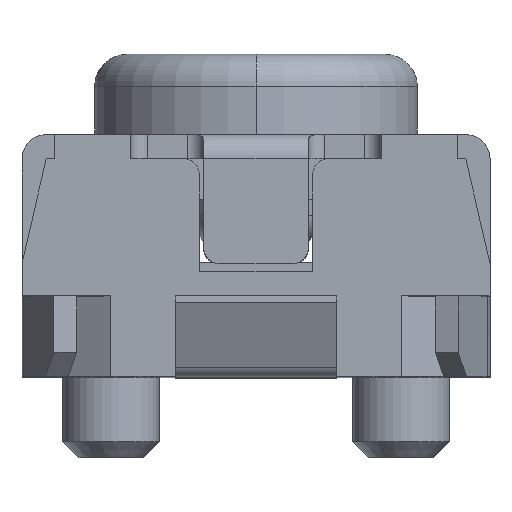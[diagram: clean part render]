
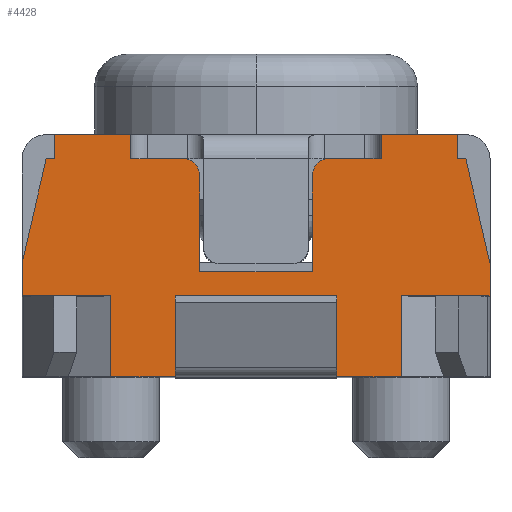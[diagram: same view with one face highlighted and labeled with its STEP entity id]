
A CAD part, top view. The second image highlights one B-rep face of the part: STEP entity #4428.
In plain terms, the highlighted planar face has unit normal (0, 0, 1).
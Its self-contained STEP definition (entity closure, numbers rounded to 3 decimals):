
#470=DIRECTION('',(0.,-1.,0.));
#471=VECTOR('',#470,0.6);
#472=CARTESIAN_POINT('',(1.8,1.3,-0.3));
#473=LINE('',#472,#471);
#478=DIRECTION('',(-1.,0.,0.));
#479=VECTOR('',#478,0.05);
#480=CARTESIAN_POINT('',(0.2,1.4,-0.3));
#481=LINE('',#480,#479);
#482=DIRECTION('',(0.,-1.,0.));
#483=VECTOR('',#482,0.15);
#484=CARTESIAN_POINT('',(0.2,1.55,-0.3));
#485=LINE('',#484,#483);
#486=DIRECTION('',(-1.,0.,0.));
#487=VECTOR('',#486,0.475);
#488=CARTESIAN_POINT('',(0.675,1.55,-0.3));
#489=LINE('',#488,#487);
#490=DIRECTION('',(-1.,0.,0.));
#491=VECTOR('',#490,0.325);
#492=CARTESIAN_POINT('',(1.,1.4,-0.3));
#493=LINE('',#492,#491);
#494=CARTESIAN_POINT('',(1.,1.3,-0.3));
#495=DIRECTION('',(0.,0.,1.));
#496=DIRECTION('',(1.,0.,0.));
#497=AXIS2_PLACEMENT_3D('',#494,#495,#496);
#499=CARTESIAN_POINT('',(1.9,1.3,-0.3));
#500=DIRECTION('',(0.,0.,1.));
#501=DIRECTION('',(0.,1.,0.));
#502=AXIS2_PLACEMENT_3D('',#499,#500,#501);
#504=DIRECTION('',(-1.,0.,0.));
#505=VECTOR('',#504,0.325);
#506=CARTESIAN_POINT('',(2.225,1.4,-0.3));
#507=LINE('',#506,#505);
#508=DIRECTION('',(0.,-1.,0.));
#509=VECTOR('',#508,0.15);
#510=CARTESIAN_POINT('',(2.225,1.55,-0.3));
#511=LINE('',#510,#509);
#512=DIRECTION('',(-1.,0.,0.));
#513=VECTOR('',#512,0.475);
#514=CARTESIAN_POINT('',(2.7,1.55,-0.3));
#515=LINE('',#514,#513);
#516=DIRECTION('',(-1.,0.,0.));
#517=VECTOR('',#516,0.05);
#518=CARTESIAN_POINT('',(2.75,1.4,-0.3));
#519=LINE('',#518,#517);
#520=DIRECTION('',(-0.225,0.974,0.));
#521=VECTOR('',#520,0.667);
#522=CARTESIAN_POINT('',(2.9,0.75,-0.3));
#523=LINE('',#522,#521);
#524=DIRECTION('',(1.,0.,0.));
#525=VECTOR('',#524,0.55);
#526=CARTESIAN_POINT('',(2.35,0.55,-0.3));
#527=LINE('',#526,#525);
#528=DIRECTION('',(1.,0.,0.));
#529=VECTOR('',#528,0.4);
#530=CARTESIAN_POINT('',(1.95,0.05,-0.3));
#531=LINE('',#530,#529);
#532=DIRECTION('',(1.,0.,0.));
#533=VECTOR('',#532,0.4);
#534=CARTESIAN_POINT('',(0.55,0.05,-0.3));
#535=LINE('',#534,#533);
#536=DIRECTION('',(1.,0.,0.));
#537=VECTOR('',#536,0.55);
#538=CARTESIAN_POINT('',(0.,0.55,-0.3));
#539=LINE('',#538,#537);
#540=DIRECTION('',(-0.225,-0.974,0.));
#541=VECTOR('',#540,0.667);
#542=CARTESIAN_POINT('',(0.15,1.4,-0.3));
#543=LINE('',#542,#541);
#581=DIRECTION('',(0.,-1.,0.));
#582=VECTOR('',#581,0.15);
#583=CARTESIAN_POINT('',(0.675,1.55,-0.3));
#584=LINE('',#583,#582);
#652=DIRECTION('',(0.,-1.,0.));
#653=VECTOR('',#652,0.2);
#654=CARTESIAN_POINT('',(0.,0.75,-0.3));
#655=LINE('',#654,#653);
#762=DIRECTION('',(0.,1.,0.));
#763=VECTOR('',#762,0.5);
#764=CARTESIAN_POINT('',(0.55,0.05,-0.3));
#765=LINE('',#764,#763);
#985=DIRECTION('',(0.,1.,0.));
#986=VECTOR('',#985,0.2);
#987=CARTESIAN_POINT('',(2.9,0.55,-0.3));
#988=LINE('',#987,#986);
#1082=DIRECTION('',(0.,-1.,0.));
#1083=VECTOR('',#1082,0.15);
#1084=CARTESIAN_POINT('',(2.7,1.55,-0.3));
#1085=LINE('',#1084,#1083);
#1427=DIRECTION('',(1.,0.,0.));
#1428=VECTOR('',#1427,0.7);
#1429=CARTESIAN_POINT('',(1.1,0.7,-0.3));
#1430=LINE('',#1429,#1428);
#1523=DIRECTION('',(0.,1.,0.));
#1524=VECTOR('',#1523,0.6);
#1525=CARTESIAN_POINT('',(1.1,0.7,-0.3));
#1526=LINE('',#1525,#1524);
#2424=DIRECTION('',(0.,1.,0.));
#2425=VECTOR('',#2424,0.5);
#2426=CARTESIAN_POINT('',(2.35,0.05,-0.3));
#2427=LINE('',#2426,#2425);
#2465=DIRECTION('',(0.,1.,0.));
#2466=VECTOR('',#2465,0.1);
#2467=CARTESIAN_POINT('',(0.95,0.05,-0.3));
#2468=LINE('',#2467,#2466);
#2514=DIRECTION('',(-1.,0.,0.));
#2515=VECTOR('',#2514,1.);
#2516=CARTESIAN_POINT('',(1.95,0.15,-0.3));
#2517=LINE('',#2516,#2515);
#2544=DIRECTION('',(0.,1.,0.));
#2545=VECTOR('',#2544,0.1);
#2546=CARTESIAN_POINT('',(1.95,0.05,-0.3));
#2547=LINE('',#2546,#2545);
#3016=CARTESIAN_POINT('',(2.35,0.05,-0.3));
#3018=VERTEX_POINT('',#3016);
#3019=CARTESIAN_POINT('',(1.95,0.05,-0.3));
#3020=VERTEX_POINT('',#3019);
#3021=CARTESIAN_POINT('',(0.55,0.05,-0.3));
#3022=CARTESIAN_POINT('',(0.95,0.05,-0.3));
#3023=VERTEX_POINT('',#3021);
#3024=VERTEX_POINT('',#3022);
#3029=CARTESIAN_POINT('',(0.55,0.55,-0.3));
#3030=VERTEX_POINT('',#3029);
#3031=CARTESIAN_POINT('',(0.,0.55,-0.3));
#3032=VERTEX_POINT('',#3031);
#3033=CARTESIAN_POINT('',(2.35,0.55,-0.3));
#3034=CARTESIAN_POINT('',(2.9,0.55,-0.3));
#3035=VERTEX_POINT('',#3033);
#3036=VERTEX_POINT('',#3034);
#3041=CARTESIAN_POINT('',(0.,0.75,-0.3));
#3042=VERTEX_POINT('',#3041);
#3043=CARTESIAN_POINT('',(0.15,1.4,-0.3));
#3044=VERTEX_POINT('',#3043);
#3045=CARTESIAN_POINT('',(1.1,1.3,-0.3));
#3046=CARTESIAN_POINT('',(1.,1.4,-0.3));
#3047=VERTEX_POINT('',#3045);
#3048=VERTEX_POINT('',#3046);
#3049=CARTESIAN_POINT('',(1.1,0.7,-0.3));
#3050=VERTEX_POINT('',#3049);
#3051=CARTESIAN_POINT('',(1.8,0.7,-0.3));
#3052=VERTEX_POINT('',#3051);
#3053=CARTESIAN_POINT('',(1.8,1.3,-0.3));
#3054=VERTEX_POINT('',#3053);
#3055=CARTESIAN_POINT('',(1.9,1.4,-0.3));
#3056=VERTEX_POINT('',#3055);
#3057=CARTESIAN_POINT('',(2.9,0.75,-0.3));
#3058=CARTESIAN_POINT('',(2.75,1.4,-0.3));
#3059=VERTEX_POINT('',#3057);
#3060=VERTEX_POINT('',#3058);
#3061=CARTESIAN_POINT('',(1.95,0.15,-0.3));
#3062=CARTESIAN_POINT('',(0.95,0.15,-0.3));
#3063=VERTEX_POINT('',#3061);
#3064=VERTEX_POINT('',#3062);
#3189=CARTESIAN_POINT('',(0.675,1.55,-0.3));
#3190=VERTEX_POINT('',#3189);
#3191=CARTESIAN_POINT('',(0.2,1.55,-0.3));
#3192=VERTEX_POINT('',#3191);
#3229=CARTESIAN_POINT('',(2.7,1.55,-0.3));
#3230=VERTEX_POINT('',#3229);
#3231=CARTESIAN_POINT('',(2.225,1.55,-0.3));
#3232=VERTEX_POINT('',#3231);
#3539=CARTESIAN_POINT('',(2.225,1.4,-0.3));
#3540=VERTEX_POINT('',#3539);
#3541=CARTESIAN_POINT('',(2.7,1.4,-0.3));
#3543=VERTEX_POINT('',#3541);
#3555=CARTESIAN_POINT('',(0.2,1.4,-0.3));
#3556=VERTEX_POINT('',#3555);
#3557=CARTESIAN_POINT('',(0.675,1.4,-0.3));
#3559=VERTEX_POINT('',#3557);
#4369=CARTESIAN_POINT('',(1.45,0.725,-0.3));
#4370=DIRECTION('',(0.,0.,1.));
#4371=DIRECTION('',(1.,0.,0.));
#4372=AXIS2_PLACEMENT_3D('',#4369,#4370,#4371);
#4373=PLANE('',#4372);
#4375=ORIENTED_EDGE('',*,*,#4374,.F.);
#4377=ORIENTED_EDGE('',*,*,#4376,.F.);
#4379=ORIENTED_EDGE('',*,*,#4378,.F.);
#4381=ORIENTED_EDGE('',*,*,#4380,.T.);
#4383=ORIENTED_EDGE('',*,*,#4382,.F.);
#4385=ORIENTED_EDGE('',*,*,#4384,.F.);
#4387=ORIENTED_EDGE('',*,*,#4386,.F.);
#4389=ORIENTED_EDGE('',*,*,#4388,.T.);
#4390=ORIENTED_EDGE('',*,*,#4362,.F.);
#4391=ORIENTED_EDGE('',*,*,#4095,.F.);
#4392=ORIENTED_EDGE('',*,*,#4114,.F.);
#4394=ORIENTED_EDGE('',*,*,#4393,.F.);
#4396=ORIENTED_EDGE('',*,*,#4395,.F.);
#4398=ORIENTED_EDGE('',*,*,#4397,.T.);
#4399=ORIENTED_EDGE('',*,*,#4131,.F.);
#4401=ORIENTED_EDGE('',*,*,#4400,.F.);
#4403=ORIENTED_EDGE('',*,*,#4402,.F.);
#4405=ORIENTED_EDGE('',*,*,#4404,.F.);
#4407=ORIENTED_EDGE('',*,*,#4406,.F.);
#4409=ORIENTED_EDGE('',*,*,#4408,.F.);
#4411=ORIENTED_EDGE('',*,*,#4410,.T.);
#4413=ORIENTED_EDGE('',*,*,#4412,.T.);
#4415=ORIENTED_EDGE('',*,*,#4414,.F.);
#4417=ORIENTED_EDGE('',*,*,#4416,.F.);
#4419=ORIENTED_EDGE('',*,*,#4418,.T.);
#4421=ORIENTED_EDGE('',*,*,#4420,.F.);
#4423=ORIENTED_EDGE('',*,*,#4422,.F.);
#4425=ORIENTED_EDGE('',*,*,#4424,.F.);
#4426=EDGE_LOOP('',(#4375,#4377,#4379,#4381,#4383,#4385,#4387,#4389,#4390,#4391,
#4392,#4394,#4396,#4398,#4399,#4401,#4403,#4405,#4407,#4409,#4411,#4413,#4415,
#4417,#4419,#4421,#4423,#4425));
#4427=FACE_OUTER_BOUND('',#4426,.F.);
#4428=ADVANCED_FACE('',(#4427),#4373,.T.);
#498=CIRCLE('',#497,0.1);
#503=CIRCLE('',#502,0.1);
#4095=EDGE_CURVE('',#3056,#3054,#503,.T.);
#4114=EDGE_CURVE('',#3540,#3056,#507,.T.);
#4131=EDGE_CURVE('',#3060,#3543,#519,.T.);
#4362=EDGE_CURVE('',#3054,#3052,#473,.T.);
#4374=EDGE_CURVE('',#3556,#3044,#481,.T.);
#4376=EDGE_CURVE('',#3192,#3556,#485,.T.);
#4378=EDGE_CURVE('',#3190,#3192,#489,.T.);
#4380=EDGE_CURVE('',#3190,#3559,#584,.T.);
#4382=EDGE_CURVE('',#3048,#3559,#493,.T.);
#4384=EDGE_CURVE('',#3047,#3048,#498,.T.);
#4386=EDGE_CURVE('',#3050,#3047,#1526,.T.);
#4388=EDGE_CURVE('',#3050,#3052,#1430,.T.);
#4393=EDGE_CURVE('',#3232,#3540,#511,.T.);
#4395=EDGE_CURVE('',#3230,#3232,#515,.T.);
#4397=EDGE_CURVE('',#3230,#3543,#1085,.T.);
#4400=EDGE_CURVE('',#3059,#3060,#523,.T.);
#4402=EDGE_CURVE('',#3036,#3059,#988,.T.);
#4404=EDGE_CURVE('',#3035,#3036,#527,.T.);
#4406=EDGE_CURVE('',#3018,#3035,#2427,.T.);
#4408=EDGE_CURVE('',#3020,#3018,#531,.T.);
#4410=EDGE_CURVE('',#3020,#3063,#2547,.T.);
#4412=EDGE_CURVE('',#3063,#3064,#2517,.T.);
#4414=EDGE_CURVE('',#3024,#3064,#2468,.T.);
#4416=EDGE_CURVE('',#3023,#3024,#535,.T.);
#4418=EDGE_CURVE('',#3023,#3030,#765,.T.);
#4420=EDGE_CURVE('',#3032,#3030,#539,.T.);
#4422=EDGE_CURVE('',#3042,#3032,#655,.T.);
#4424=EDGE_CURVE('',#3044,#3042,#543,.T.);
